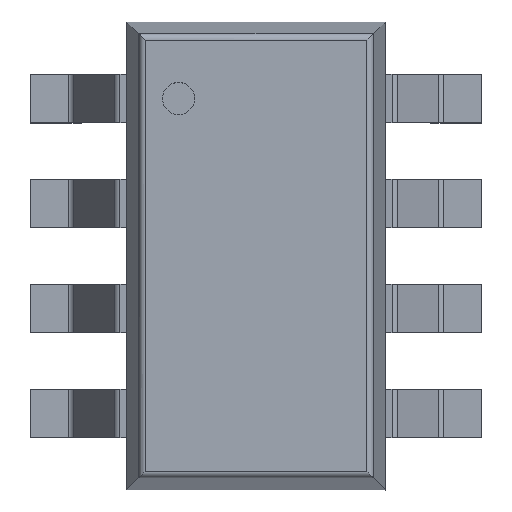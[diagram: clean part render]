
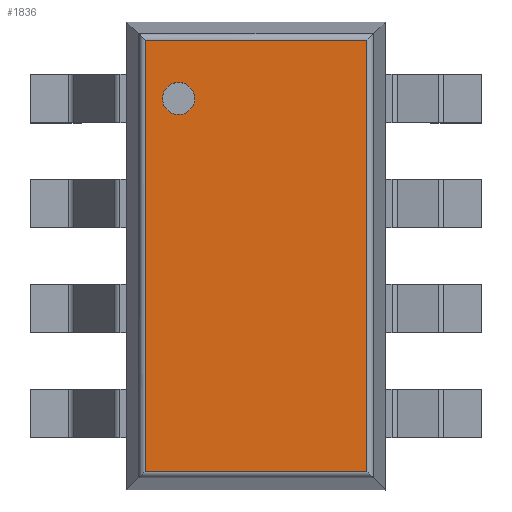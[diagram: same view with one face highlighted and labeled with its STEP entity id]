
A CAD part, top view. The second image highlights one B-rep face of the part: STEP entity #1836.
In plain terms, the highlighted planar face has unit normal (0, 0, 1).
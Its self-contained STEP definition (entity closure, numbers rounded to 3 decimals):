
#43 = EDGE_CURVE ( 'NONE', #3172, #2473, #3267, .T. ) ;
#87 = CARTESIAN_POINT ( 'NONE',  ( -0.58, 0.975, 1. ) ) ;
#175 = DIRECTION ( 'NONE',  ( 0., 0., 1. ) ) ;
#193 = AXIS2_PLACEMENT_3D ( 'NONE', #2106, #2040, #447 ) ;
#225 = DIRECTION ( 'NONE',  ( 0., 1., 0. ) ) ;
#241 = LINE ( 'NONE', #1816, #2462 ) ;
#257 = CIRCLE ( 'NONE', #193, 0.1 ) ;
#397 = DIRECTION ( 'NONE',  ( -1., 0., 0. ) ) ;
#433 = VERTEX_POINT ( 'NONE', #2340 ) ;
#447 = DIRECTION ( 'NONE',  ( 1., 0., 0. ) ) ;
#609 = CARTESIAN_POINT ( 'NONE',  ( 0.686, -1.37, 1. ) ) ;
#789 = ORIENTED_EDGE ( 'NONE', *, *, #43, .T. ) ;
#839 = VECTOR ( 'NONE', #225, 1000. ) ;
#852 = LINE ( 'NONE', #2469, #839 ) ;
#855 = CIRCLE ( 'NONE', #3131, 0.1 ) ;
#944 = FACE_BOUND ( 'NONE', #3539, .T. ) ;
#1020 = CARTESIAN_POINT ( 'NONE',  ( -0.8, 1.336, 1. ) ) ;
#1021 = CARTESIAN_POINT ( 'NONE',  ( 0.686, -1.336, 1. ) ) ;
#1125 = ORIENTED_EDGE ( 'NONE', *, *, #3162, .F. ) ;
#1311 = VERTEX_POINT ( 'NONE', #3991 ) ;
#1434 = DIRECTION ( 'NONE',  ( 1., 0., 0. ) ) ;
#1510 = CARTESIAN_POINT ( 'NONE',  ( -0.48, 0.975, 1. ) ) ;
#1609 = ORIENTED_EDGE ( 'NONE', *, *, #3370, .F. ) ;
#1681 = EDGE_CURVE ( 'NONE', #4131, #1311, #241, .T. ) ;
#1816 = CARTESIAN_POINT ( 'NONE',  ( -0.72, -1.336, 1. ) ) ;
#1818 = VERTEX_POINT ( 'NONE', #87 ) ;
#1836 = ADVANCED_FACE ( 'NONE', ( #944, #3497 ), #3675, .T. ) ;
#1856 = CARTESIAN_POINT ( 'NONE',  ( 0.686, 1.336, 1. ) ) ;
#1891 = DIRECTION ( 'NONE',  ( 0., -1., 0. ) ) ;
#1937 = EDGE_CURVE ( 'NONE', #1818, #433, #257, .T. ) ;
#2009 = EDGE_LOOP ( 'NONE', ( #1609, #789, #1125, #2174 ) ) ;
#2040 = DIRECTION ( 'NONE',  ( 0., 0., -1. ) ) ;
#2099 = EDGE_CURVE ( 'NONE', #433, #1818, #855, .T. ) ;
#2106 = CARTESIAN_POINT ( 'NONE',  ( -0.48, 0.975, 1. ) ) ;
#2174 = ORIENTED_EDGE ( 'NONE', *, *, #1681, .F. ) ;
#2250 = VECTOR ( 'NONE', #397, 1000. ) ;
#2251 = LINE ( 'NONE', #609, #3440 ) ;
#2340 = CARTESIAN_POINT ( 'NONE',  ( -0.38, 0.975, 1. ) ) ;
#2437 = DIRECTION ( 'NONE',  ( 0., 0., -1. ) ) ;
#2462 = VECTOR ( 'NONE', #3091, 1000. ) ;
#2469 = CARTESIAN_POINT ( 'NONE',  ( -0.686, -1.37, 1. ) ) ;
#2473 = VERTEX_POINT ( 'NONE', #3537 ) ;
#2520 = ORIENTED_EDGE ( 'NONE', *, *, #1937, .T. ) ;
#2644 = CARTESIAN_POINT ( 'NONE',  ( -0.8, -1.45, 1. ) ) ;
#2787 = DIRECTION ( 'NONE',  ( 1., 0., 0. ) ) ;
#3091 = DIRECTION ( 'NONE',  ( -1., 0., 0. ) ) ;
#3131 = AXIS2_PLACEMENT_3D ( 'NONE', #1510, #2437, #2787 ) ;
#3162 = EDGE_CURVE ( 'NONE', #1311, #2473, #852, .T. ) ;
#3172 = VERTEX_POINT ( 'NONE', #1856 ) ;
#3263 = AXIS2_PLACEMENT_3D ( 'NONE', #2644, #175, #1434 ) ;
#3267 = LINE ( 'NONE', #1020, #2250 ) ;
#3370 = EDGE_CURVE ( 'NONE', #3172, #4131, #2251, .T. ) ;
#3440 = VECTOR ( 'NONE', #1891, 1000. ) ;
#3478 = ORIENTED_EDGE ( 'NONE', *, *, #2099, .T. ) ;
#3497 = FACE_OUTER_BOUND ( 'NONE', #2009, .T. ) ;
#3537 = CARTESIAN_POINT ( 'NONE',  ( -0.686, 1.336, 1. ) ) ;
#3539 = EDGE_LOOP ( 'NONE', ( #3478, #2520 ) ) ;
#3675 = PLANE ( 'NONE',  #3263 ) ;
#3991 = CARTESIAN_POINT ( 'NONE',  ( -0.686, -1.336, 1. ) ) ;
#4131 = VERTEX_POINT ( 'NONE', #1021 ) ;
